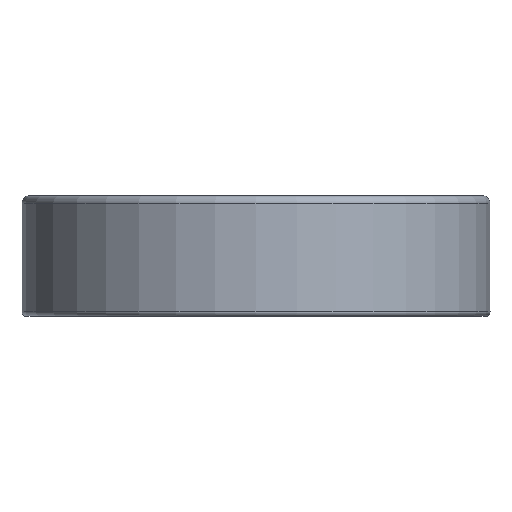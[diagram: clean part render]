
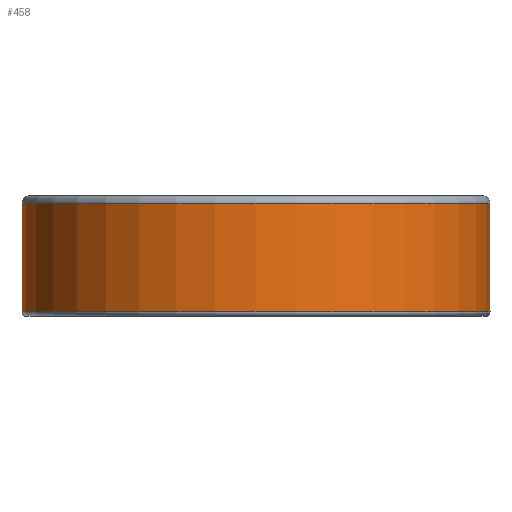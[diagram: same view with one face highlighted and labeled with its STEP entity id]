
A CAD part, front view. The second image highlights one B-rep face of the part: STEP entity #458.
In plain terms, the highlighted cylindrical face has radius 31 mm (diameter 62 mm), a full revolution.
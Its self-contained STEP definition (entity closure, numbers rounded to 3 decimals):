
#437 = VERTEX_POINT('',#438);
#438 = CARTESIAN_POINT('',(31.,0.,-7.4));
#445 = EDGE_CURVE('',#437,#437,#446,.T.);
#446 = CIRCLE('',#447,31.);
#447 = AXIS2_PLACEMENT_3D('',#448,#449,#450);
#448 = CARTESIAN_POINT('',(0.,0.,-7.4));
#449 = DIRECTION('',(0.,0.,-1.));
#450 = DIRECTION('',(1.,0.,0.));
#458 = ADVANCED_FACE('',(#459),#478,.T.);
#459 = FACE_BOUND('',#460,.T.);
#460 = EDGE_LOOP('',(#461,#470,#476,#477));
#461 = ORIENTED_EDGE('',*,*,#462,.T.);
#462 = EDGE_CURVE('',#463,#463,#465,.T.);
#463 = VERTEX_POINT('',#464);
#464 = CARTESIAN_POINT('',(31.,0.,7.));
#465 = CIRCLE('',#466,31.);
#466 = AXIS2_PLACEMENT_3D('',#467,#468,#469);
#467 = CARTESIAN_POINT('',(0.,0.,7.));
#468 = DIRECTION('',(0.,0.,-1.));
#469 = DIRECTION('',(1.,0.,0.));
#470 = ORIENTED_EDGE('',*,*,#471,.T.);
#471 = EDGE_CURVE('',#463,#437,#472,.T.);
#472 = LINE('',#473,#474);
#473 = CARTESIAN_POINT('',(31.,0.,7.));
#474 = VECTOR('',#475,1.);
#475 = DIRECTION('',(0.,0.,-1.));
#476 = ORIENTED_EDGE('',*,*,#445,.F.);
#477 = ORIENTED_EDGE('',*,*,#471,.F.);
#478 = CYLINDRICAL_SURFACE('',#479,31.);
#479 = AXIS2_PLACEMENT_3D('',#480,#481,#482);
#480 = CARTESIAN_POINT('',(0.,0.,7.));
#481 = DIRECTION('',(-0.,0.,-1.));
#482 = DIRECTION('',(1.,0.,0.));
